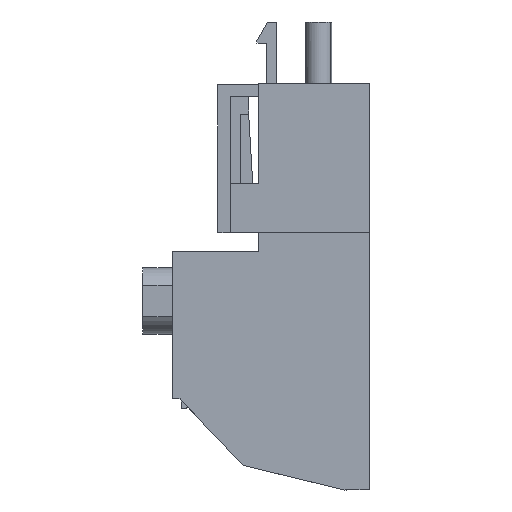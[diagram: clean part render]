
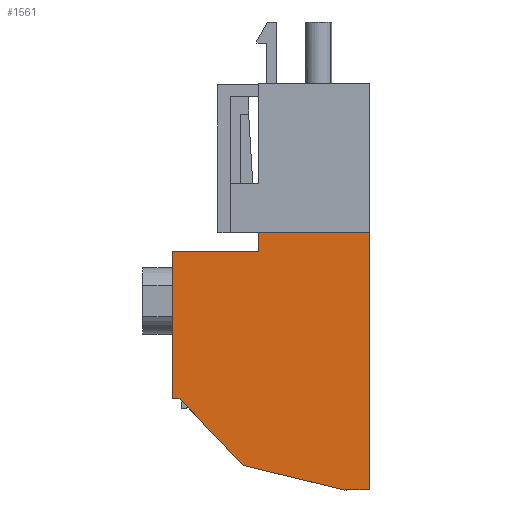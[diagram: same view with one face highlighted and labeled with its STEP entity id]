
A CAD part, left-side view. The second image highlights one B-rep face of the part: STEP entity #1561.
In plain terms, the highlighted planar face has unit normal (-1, 0, 0).
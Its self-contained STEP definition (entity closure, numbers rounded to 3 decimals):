
#1492=AXIS2_PLACEMENT_3D('Plane Axis2P3D',#1489,#1490,#1491) ;
#180=CARTESIAN_POINT('Vertex',(7.62,0.,0.)) ;
#183=CARTESIAN_POINT('Line Origine',(7.62,1.25,0.)) ;
#187=CARTESIAN_POINT('Vertex',(7.62,2.5,0.)) ;
#476=CARTESIAN_POINT('Line Origine',(7.62,7.675,1.25)) ;
#480=CARTESIAN_POINT('Vertex',(7.62,12.85,2.5)) ;
#740=CARTESIAN_POINT('Vertex',(7.62,0.,27.93)) ;
#743=CARTESIAN_POINT('Line Origine',(7.62,0.,13.965)) ;
#1489=CARTESIAN_POINT('Axis2P3D Location',(7.62,0.,41.45)) ;
#1494=CARTESIAN_POINT('Line Origine',(7.62,5.625,27.93)) ;
#1498=CARTESIAN_POINT('Vertex',(7.62,11.25,27.93)) ;
#1501=CARTESIAN_POINT('Line Origine',(7.62,11.25,34.69)) ;
#1505=CARTESIAN_POINT('Vertex',(7.62,11.25,41.45)) ;
#1508=CARTESIAN_POINT('Line Origine',(7.62,11.275,41.45)) ;
#1512=CARTESIAN_POINT('Vertex',(7.62,11.3,41.45)) ;
#1515=CARTESIAN_POINT('Line Origine',(7.62,11.3,32.875)) ;
#1519=CARTESIAN_POINT('Vertex',(7.62,11.3,24.3)) ;
#1522=CARTESIAN_POINT('Line Origine',(7.62,15.7,24.3)) ;
#1526=CARTESIAN_POINT('Vertex',(7.62,20.1,24.3)) ;
#1529=CARTESIAN_POINT('Line Origine',(7.62,20.1,16.8)) ;
#1533=CARTESIAN_POINT('Vertex',(7.62,20.1,9.3)) ;
#1536=CARTESIAN_POINT('Line Origine',(7.62,19.7,9.3)) ;
#1540=CARTESIAN_POINT('Vertex',(7.62,19.3,9.3)) ;
#1543=CARTESIAN_POINT('Line Origine',(7.62,16.075,5.9)) ;
#184=DIRECTION('Vector Direction',(0.,-1.,0.)) ;
#477=DIRECTION('Vector Direction',(0.,-0.972,-0.235)) ;
#744=DIRECTION('Vector Direction',(0.,0.,-1.)) ;
#1490=DIRECTION('Axis2P3D Direction',(1.,0.,0.)) ;
#1491=DIRECTION('Axis2P3D XDirection',(0.,0.,-1.)) ;
#1495=DIRECTION('Vector Direction',(0.,-1.,0.)) ;
#1502=DIRECTION('Vector Direction',(0.,0.,-1.)) ;
#1509=DIRECTION('Vector Direction',(0.,-1.,0.)) ;
#1516=DIRECTION('Vector Direction',(0.,0.,-1.)) ;
#1523=DIRECTION('Vector Direction',(0.,-1.,0.)) ;
#1530=DIRECTION('Vector Direction',(0.,0.,-1.)) ;
#1537=DIRECTION('Vector Direction',(0.,-1.,0.)) ;
#1544=DIRECTION('Vector Direction',(0.,-0.688,-0.726)) ;
#185=VECTOR('Line Direction',#184,1.) ;
#478=VECTOR('Line Direction',#477,1.) ;
#745=VECTOR('Line Direction',#744,1.) ;
#1496=VECTOR('Line Direction',#1495,1.) ;
#1503=VECTOR('Line Direction',#1502,1.) ;
#1510=VECTOR('Line Direction',#1509,1.) ;
#1517=VECTOR('Line Direction',#1516,1.) ;
#1524=VECTOR('Line Direction',#1523,1.) ;
#1531=VECTOR('Line Direction',#1530,1.) ;
#1538=VECTOR('Line Direction',#1537,1.) ;
#1545=VECTOR('Line Direction',#1544,1.) ;
#1549=ORIENTED_EDGE('',*,*,#1500,.F.) ;
#1550=ORIENTED_EDGE('',*,*,#1507,.F.) ;
#1551=ORIENTED_EDGE('',*,*,#1514,.F.) ;
#1552=ORIENTED_EDGE('',*,*,#1521,.T.) ;
#1553=ORIENTED_EDGE('',*,*,#1528,.F.) ;
#1554=ORIENTED_EDGE('',*,*,#1535,.F.) ;
#1555=ORIENTED_EDGE('',*,*,#1542,.F.) ;
#1556=ORIENTED_EDGE('',*,*,#1547,.F.) ;
#1557=ORIENTED_EDGE('',*,*,#482,.F.) ;
#1558=ORIENTED_EDGE('',*,*,#189,.F.) ;
#1559=ORIENTED_EDGE('',*,*,#747,.F.) ;
#1561=ADVANCED_FACE('HOUSING',(#1560),#1493,.F.) ;
#189=EDGE_CURVE('',#181,#188,#186,.F.) ;
#482=EDGE_CURVE('',#188,#481,#479,.F.) ;
#747=EDGE_CURVE('',#741,#181,#746,.T.) ;
#1500=EDGE_CURVE('',#1499,#741,#1497,.T.) ;
#1507=EDGE_CURVE('',#1506,#1499,#1504,.T.) ;
#1514=EDGE_CURVE('',#1513,#1506,#1511,.T.) ;
#1521=EDGE_CURVE('',#1513,#1520,#1518,.T.) ;
#1528=EDGE_CURVE('',#1527,#1520,#1525,.T.) ;
#1535=EDGE_CURVE('',#1534,#1527,#1532,.F.) ;
#1542=EDGE_CURVE('',#1541,#1534,#1539,.F.) ;
#1547=EDGE_CURVE('',#481,#1541,#1546,.F.) ;
#1548=EDGE_LOOP('',(#1549,#1550,#1551,#1552,#1553,#1554,#1555,#1556,#1557,#1558,#1559)) ;
#1560=FACE_OUTER_BOUND('',#1548,.T.) ;
#186=LINE('Line',#183,#185) ;
#479=LINE('Line',#476,#478) ;
#746=LINE('Line',#743,#745) ;
#1497=LINE('Line',#1494,#1496) ;
#1504=LINE('Line',#1501,#1503) ;
#1511=LINE('Line',#1508,#1510) ;
#1518=LINE('Line',#1515,#1517) ;
#1525=LINE('Line',#1522,#1524) ;
#1532=LINE('Line',#1529,#1531) ;
#1539=LINE('Line',#1536,#1538) ;
#1546=LINE('Line',#1543,#1545) ;
#1493=PLANE('',#1492) ;
#181=VERTEX_POINT('',#180) ;
#188=VERTEX_POINT('',#187) ;
#481=VERTEX_POINT('',#480) ;
#741=VERTEX_POINT('',#740) ;
#1499=VERTEX_POINT('',#1498) ;
#1506=VERTEX_POINT('',#1505) ;
#1513=VERTEX_POINT('',#1512) ;
#1520=VERTEX_POINT('',#1519) ;
#1527=VERTEX_POINT('',#1526) ;
#1534=VERTEX_POINT('',#1533) ;
#1541=VERTEX_POINT('',#1540) ;
